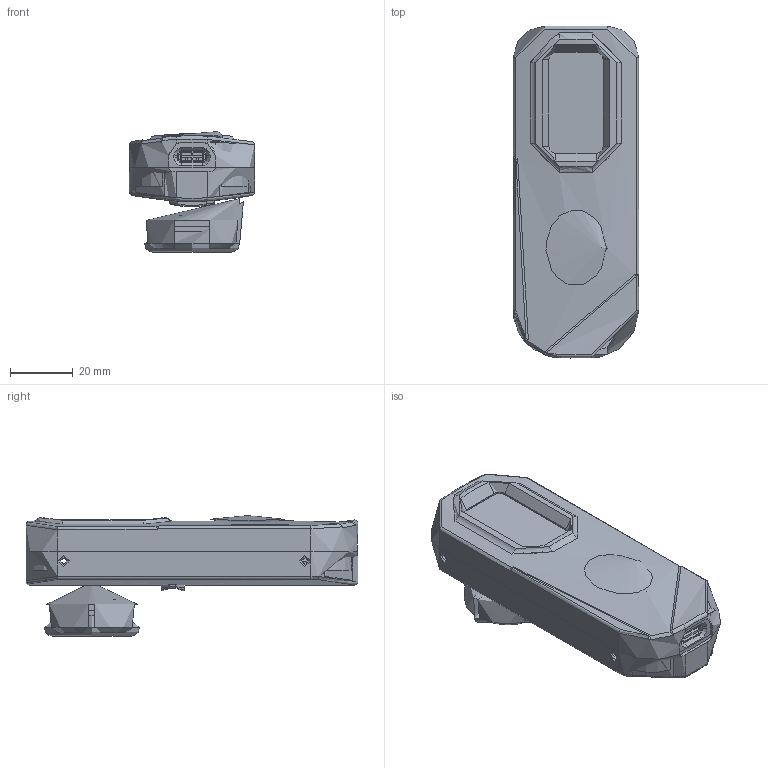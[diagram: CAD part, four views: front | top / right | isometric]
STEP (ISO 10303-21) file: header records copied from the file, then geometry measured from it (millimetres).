
FILE_DESCRIPTION(/* description */ (''),/* implementation_level */ '2;1');
FILE_NAME(/* name */ 'TEMP GUN v3.step',/* time_stamp */ '2025-11-19T16:15:29+05:30',/* author */ (''),/* organization */ (''),/* preprocessor_version */ 'ST-DEVELOPER v20.1',/* originating_system */ 'Autodesk Translation Framework v14.21.0.0',/* authorisation */ '');
FILE_SCHEMA (('AUTOMOTIVE_DESIGN { 1 0 10303 214 3 1 1 }'));
Length unit declared in the file: millimetre
Products named in the file (117): ESP32-C6-LCD-1_47_ASM; CIRCUIT; ESP32 C6 LCD; 1_47INCH-172X320-LCD; ESP32-S3-LCD-1_47-PMMA; ESP32-C6-LCD-1_47-PCBA_ASM; PCB_ASM; BOARD; R21_ASM; R14_ASM; R20_ASM; R19_ASM; R18_ASM; R17_ASM; R16_ASM; R15_ASM; IND1_ASM; C1_ASM; C2_ASM; C3_1_ASM; C4_ASM; C6_ASM; C7_ASM; C12_ASM; C13_ASM; C_0402_ASM; C_0402-4045_AF0_ASM_ASM; C_0402-672_AF0_ASM_ASM; _1_10001; 3_1_A; 2_100; C8_ASM; C14_ASM; C9_ASM; C15_ASM; C10_ASM; C16_ASM; C11_ASM; C5_ASM; 3D_MODEL_ASM ...
Assembly tree (155 placements, depth 10):
  ESP32-C6-LCD-1_47_ASM
    CIRCUIT
      ESP32 C6 LCD
        1_47INCH-172X320-LCD
        ESP32-S3-LCD-1_47-PMMA
        ESP32-C6-LCD-1_47-PCBA_ASM
          PCB_ASM
            BOARD
            R21_ASM
              USER_LIBRARY-RES_0603-0201_ASM
                USER_LIBRARY-RES_0603-0201_1
                USER_LIBRARY-RES_0603-0201_2
                USER_LIBRARY-RES_0603-0201_3
                USER_LIBRARY-RES_0603-0201_4
            R14_ASM
              USER_LIBRARY-RES_0603-0201_ASM
                USER_LIBRARY-RES_0603-0201_1
                USER_LIBRARY-RES_0603-0201_2
                USER_LIBRARY-RES_0603-0201_3
                USER_LIBRARY-RES_0603-0201_4
            R20_ASM
              USER_LIBRARY-RES_0603-0201_ASM
                USER_LIBRARY-RES_0603-0201_1
                USER_LIBRARY-RES_0603-0201_2
                USER_LIBRARY-RES_0603-0201_3
                USER_LIBRARY-RES_0603-0201_4
            R19_ASM
              USER_LIBRARY-RES_0603-0201_ASM
                USER_LIBRARY-RES_0603-0201_1
                USER_LIBRARY-RES_0603-0201_2
                USER_LIBRARY-RES_0603-0201_3
                USER_LIBRARY-RES_0603-0201_4
            R18_ASM
              USER_LIBRARY-RES_0603-0201_ASM
                USER_LIBRARY-RES_0603-0201_1
                USER_LIBRARY-RES_0603-0201_2
                USER_LIBRARY-RES_0603-0201_3
                USER_LIBRARY-RES_0603-0201_4
            R17_ASM
              USER_LIBRARY-RES_0603-0201_ASM
                USER_LIBRARY-RES_0603-0201_1
                USER_LIBRARY-RES_0603-0201_2
                USER_LIBRARY-RES_0603-0201_3
                USER_LIBRARY-RES_0603-0201_4
            R16_ASM
              USER_LIBRARY-RES_0603-0201_ASM
                USER_LIBRARY-RES_0603-0201_1
                USER_LIBRARY-RES_0603-0201_2
                USER_LIBRARY-RES_0603-0201_3
                USER_LIBRARY-RES_0603-0201_4
            R15_ASM
              USER_LIBRARY-RES_0603-0201_ASM
                USER_LIBRARY-RES_0603-0201_1
                USER_LIBRARY-RES_0603-0201_2
                USER_LIBRARY-RES_0603-0201_3
                USER_LIBRARY-RES_0603-0201_4
            IND1_ASM
              USER_LIBRARY-RES_0603-0201_ASM
                USER_LIBRARY-RES_0603-0201_1
                USER_LIBRARY-RES_0603-0201_2
Bounding box: 40 x 106 x 38.56 mm (x, y, z)
Volume: 39775.1 mm3; surface area: 48690.6 mm2
Topology: 101 solids, 113 shells, 8614 faces, 23085 edges, 15072 vertices
Faces by surface type: plane 6095, cylinder 1445, bspline 852, sphere 114, cone 61, torus 47
Full cylindrical faces by diameter (mm): 0.5 x6, 0.65 x8, 0.7 x4, 0.762 x2, 0.8 x4, 1 x40, 1.8 x6, 2 x28, 2.25 x8, 2.4 x1, 2.5 x4, 2.6 x1, 3 x4, 3.5 x5, 3.6 x2, 6 x3, 7 x1, 8.2 x1
Entity records: 200488 total; most frequent: CARTESIAN_POINT 64337, ORIENTED_EDGE 28712, DIRECTION 25723, EDGE_CURVE 14356, LINE 10921, VECTOR 10921, VERTEX_POINT 9429, AXIS2_PLACEMENT_3D 7401
